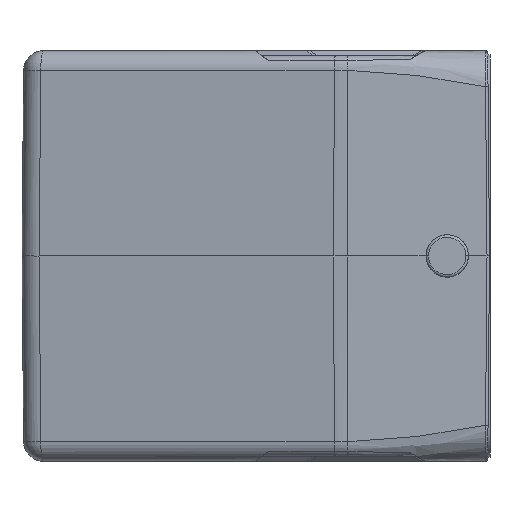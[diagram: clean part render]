
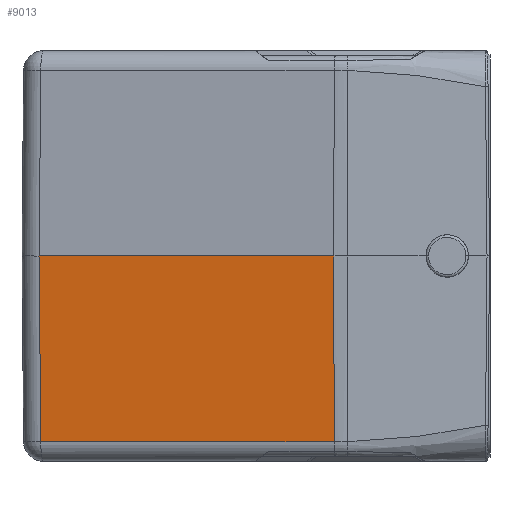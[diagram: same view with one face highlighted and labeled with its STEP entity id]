
A CAD part, left-side view. The second image highlights one B-rep face of the part: STEP entity #9013.
In plain terms, the highlighted planar face has unit normal (-0.99, 0.139, -0.009).
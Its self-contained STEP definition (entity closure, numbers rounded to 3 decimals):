
#277=DIRECTION('',(-0.139,-0.99,0.));
#278=VECTOR('',#277,59.487);
#279=CARTESIAN_POINT('',(-38.201,43.231,-37.285));
#280=LINE('',#279,#278);
#774=DIRECTION('',(-0.009,0.001,1.));
#775=VECTOR('',#774,37.286);
#776=CARTESIAN_POINT('',(-46.48,-15.676,
-37.285));
#777=LINE('',#776,#775);
#782=DIRECTION('',(-0.139,-0.99,0.));
#783=VECTOR('',#782,59.792);
#784=CARTESIAN_POINT('',(-38.484,43.557,0.));
#785=LINE('',#784,#783);
#786=DIRECTION('',(-0.008,0.009,1.));
#787=VECTOR('',#786,37.287);
#788=CARTESIAN_POINT('',(-38.201,43.231,-37.285));
#789=LINE('',#788,#787);
#6620=CARTESIAN_POINT('',(-38.201,43.231,
-37.285));
#6621=VERTEX_POINT('',#6620);
#6622=CARTESIAN_POINT('',(-46.48,-15.676,
-37.285));
#6623=VERTEX_POINT('',#6622);
#6719=CARTESIAN_POINT('',(-46.805,-15.653,
0.));
#6720=VERTEX_POINT('',#6719);
#6721=CARTESIAN_POINT('',(-38.484,43.557,
0.));
#6722=VERTEX_POINT('',#6721);
#9000=CARTESIAN_POINT('',(-38.,47.,0.));
#9001=DIRECTION('',(-0.99,0.139,-0.009));
#9002=DIRECTION('',(-0.139,-0.99,0.));
#9003=AXIS2_PLACEMENT_3D('',#9000,#9001,#9002);
#9004=PLANE('',#9003);
#9006=ORIENTED_EDGE('',*,*,#9005,.T.);
#9007=ORIENTED_EDGE('',*,*,#8990,.F.);
#9008=ORIENTED_EDGE('',*,*,#8335,.F.);
#9010=ORIENTED_EDGE('',*,*,#9009,.T.);
#9011=EDGE_LOOP('',(#9006,#9007,#9008,#9010));
#9012=FACE_OUTER_BOUND('',#9011,.F.);
#9013=ADVANCED_FACE('',(#9012),#9004,.T.);
#8335=EDGE_CURVE('',#6621,#6623,#280,.T.);
#8990=EDGE_CURVE('',#6623,#6720,#777,.T.);
#9005=EDGE_CURVE('',#6722,#6720,#785,.T.);
#9009=EDGE_CURVE('',#6621,#6722,#789,.T.);
